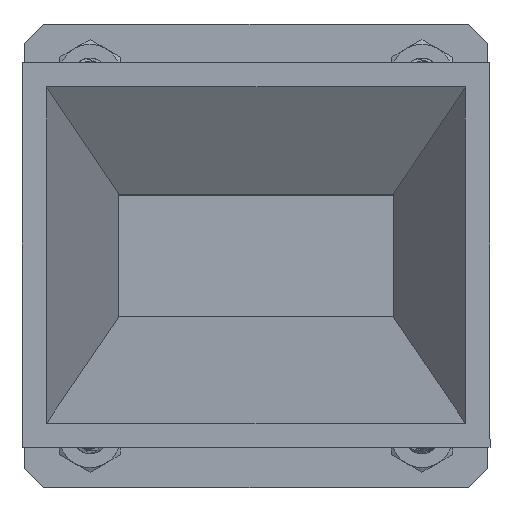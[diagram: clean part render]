
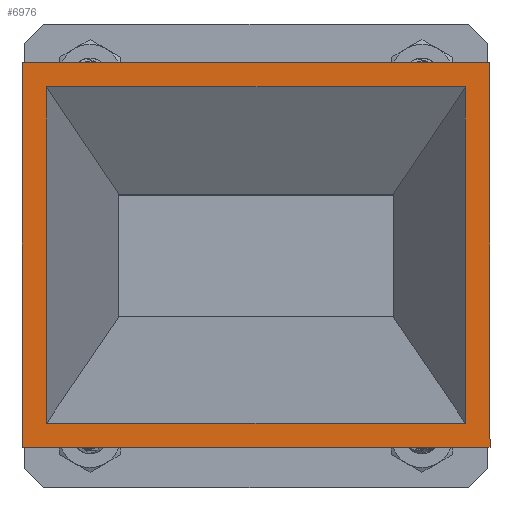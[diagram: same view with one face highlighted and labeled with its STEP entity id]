
A CAD part, top view. The second image highlights one B-rep face of the part: STEP entity #6976.
In plain terms, the highlighted planar face has unit normal (0, 0, 1).
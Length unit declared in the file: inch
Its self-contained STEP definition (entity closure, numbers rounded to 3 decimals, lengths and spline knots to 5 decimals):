
#61 = DIRECTION ( 'NONE',  ( 0., 1., 0. ) ) ;
#800 = PLANE ( 'NONE',  #9823 ) ;
#1247 = LINE ( 'NONE', #5956, #6933 ) ;
#1262 = DIRECTION ( 'NONE',  ( -1., 0., 0. ) ) ;
#1352 = EDGE_CURVE ( 'NONE', #2589, #12085, #11928, .T. ) ;
#1886 = FACE_BOUND ( 'NONE', #2518, .T. ) ;
#2045 = ORIENTED_EDGE ( 'NONE', *, *, #1352, .F. ) ;
#2518 = EDGE_LOOP ( 'NONE', ( #7742, #2045, #8412, #8778 ) ) ;
#2589 = VERTEX_POINT ( 'NONE', #11841 ) ;
#2781 = VERTEX_POINT ( 'NONE', #11043 ) ;
#2865 = CARTESIAN_POINT ( 'NONE',  ( -0.68442, 0., 3.53931 ) ) ;
#3229 = VERTEX_POINT ( 'NONE', #14491 ) ;
#3718 = CARTESIAN_POINT ( 'NONE',  ( 0.68442, -0.85273, 3.53931 ) ) ;
#3905 = DIRECTION ( 'NONE',  ( 1., 0., 0. ) ) ;
#4105 = VERTEX_POINT ( 'NONE', #7356 ) ;
#4204 = VECTOR ( 'NONE', #1262, 39.37008 ) ;
#4928 = ORIENTED_EDGE ( 'NONE', *, *, #5969, .T. ) ;
#5660 = CARTESIAN_POINT ( 'NONE',  ( 0., 0.85273, 3.53931 ) ) ;
#5956 = CARTESIAN_POINT ( 'NONE',  ( 0.78338, 0., 3.53931 ) ) ;
#5969 = EDGE_CURVE ( 'NONE', #2781, #11414, #14843, .T. ) ;
#6064 = VECTOR ( 'NONE', #6672, 39.37008 ) ;
#6213 = DIRECTION ( 'NONE',  ( 0., -1., 0. ) ) ;
#6565 = ORIENTED_EDGE ( 'NONE', *, *, #10843, .T. ) ;
#6610 = DIRECTION ( 'NONE',  ( 0., 0., 1. ) ) ;
#6672 = DIRECTION ( 'NONE',  ( -1., 0., 0. ) ) ;
#6826 = LINE ( 'NONE', #12597, #7082 ) ;
#6933 = VECTOR ( 'NONE', #61, 39.37008 ) ;
#6976 = ADVANCED_FACE ( 'NONE', ( #11455, #1886 ), #800, .T. ) ;
#7082 = VECTOR ( 'NONE', #11596, 39.37008 ) ;
#7356 = CARTESIAN_POINT ( 'NONE',  ( 0.78338, 0.95317, 3.53931 ) ) ;
#7581 = VECTOR ( 'NONE', #13968, 39.37008 ) ;
#7742 = ORIENTED_EDGE ( 'NONE', *, *, #10532, .T. ) ;
#7802 = VECTOR ( 'NONE', #3905, 39.37008 ) ;
#8332 = DIRECTION ( 'NONE',  ( 1., 0., 0. ) ) ;
#8412 = ORIENTED_EDGE ( 'NONE', *, *, #12328, .F. ) ;
#8778 = ORIENTED_EDGE ( 'NONE', *, *, #10945, .F. ) ;
#9105 = CARTESIAN_POINT ( 'NONE',  ( 0., 0., 3.53931 ) ) ;
#9574 = ORIENTED_EDGE ( 'NONE', *, *, #14315, .T. ) ;
#9586 = CARTESIAN_POINT ( 'NONE',  ( 0., -0.85273, 3.53931 ) ) ;
#9797 = ORIENTED_EDGE ( 'NONE', *, *, #13846, .T. ) ;
#9823 = AXIS2_PLACEMENT_3D ( 'NONE', #9105, #6610, #11380 ) ;
#10280 = VERTEX_POINT ( 'NONE', #14933 ) ;
#10516 = CARTESIAN_POINT ( 'NONE',  ( 0.78338, -0.95317, 3.53931 ) ) ;
#10532 = EDGE_CURVE ( 'NONE', #12687, #12085, #14155, .T. ) ;
#10557 = EDGE_LOOP ( 'NONE', ( #4928, #9574, #9797, #6565 ) ) ;
#10790 = CARTESIAN_POINT ( 'NONE',  ( 0.68442, 0.85273, 3.53931 ) ) ;
#10843 = EDGE_CURVE ( 'NONE', #10280, #2781, #6826, .T. ) ;
#10945 = EDGE_CURVE ( 'NONE', #12687, #3229, #13747, .T. ) ;
#11043 = CARTESIAN_POINT ( 'NONE',  ( -0.78338, -0.95317, 3.53931 ) ) ;
#11375 = CARTESIAN_POINT ( 'NONE',  ( 0., -0.95317, 3.53931 ) ) ;
#11380 = DIRECTION ( 'NONE',  ( 1., 0., 0. ) ) ;
#11414 = VERTEX_POINT ( 'NONE', #10516 ) ;
#11455 = FACE_OUTER_BOUND ( 'NONE', #10557, .T. ) ;
#11596 = DIRECTION ( 'NONE',  ( 0., -1., 0. ) ) ;
#11780 = VECTOR ( 'NONE', #6213, 39.37008 ) ;
#11841 = CARTESIAN_POINT ( 'NONE',  ( -0.68442, -0.85273, 3.53931 ) ) ;
#11901 = CARTESIAN_POINT ( 'NONE',  ( 0., 0.95317, 3.53931 ) ) ;
#11928 = LINE ( 'NONE', #9586, #13784 ) ;
#12085 = VERTEX_POINT ( 'NONE', #3718 ) ;
#12144 = CARTESIAN_POINT ( 'NONE',  ( 0.68442, 0., 3.53931 ) ) ;
#12328 = EDGE_CURVE ( 'NONE', #3229, #2589, #13496, .T. ) ;
#12597 = CARTESIAN_POINT ( 'NONE',  ( -0.78338, 0., 3.53931 ) ) ;
#12687 = VERTEX_POINT ( 'NONE', #10790 ) ;
#13045 = LINE ( 'NONE', #11901, #4204 ) ;
#13496 = LINE ( 'NONE', #2865, #7581 ) ;
#13747 = LINE ( 'NONE', #5660, #6064 ) ;
#13784 = VECTOR ( 'NONE', #8332, 39.37008 ) ;
#13846 = EDGE_CURVE ( 'NONE', #4105, #10280, #13045, .T. ) ;
#13968 = DIRECTION ( 'NONE',  ( 0., -1., 0. ) ) ;
#14155 = LINE ( 'NONE', #12144, #11780 ) ;
#14315 = EDGE_CURVE ( 'NONE', #11414, #4105, #1247, .T. ) ;
#14491 = CARTESIAN_POINT ( 'NONE',  ( -0.68442, 0.85273, 3.53931 ) ) ;
#14843 = LINE ( 'NONE', #11375, #7802 ) ;
#14933 = CARTESIAN_POINT ( 'NONE',  ( -0.78338, 0.95317, 3.53931 ) ) ;
